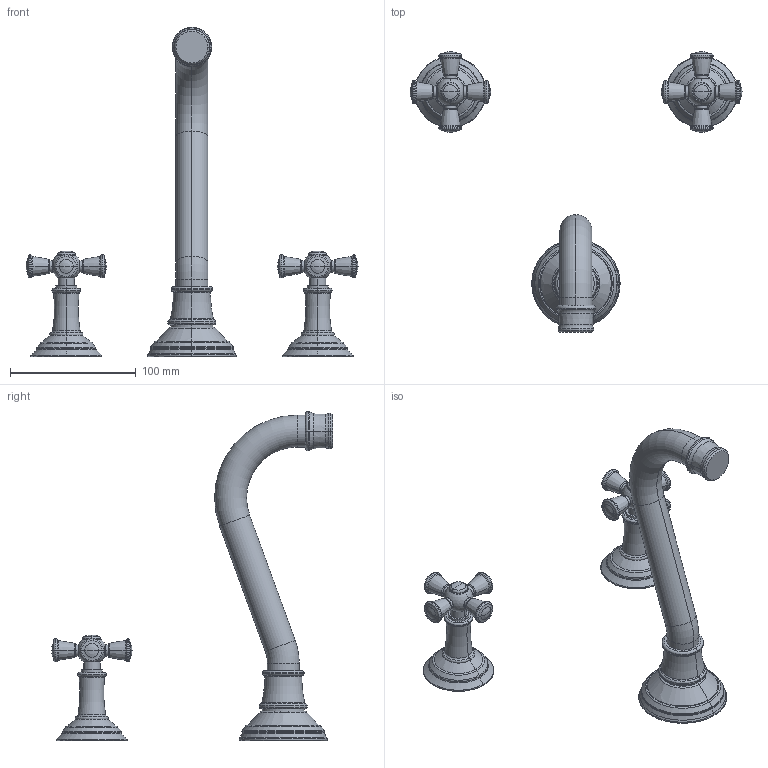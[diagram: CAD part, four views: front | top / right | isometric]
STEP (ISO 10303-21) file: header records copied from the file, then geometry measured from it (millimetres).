
FILE_DESCRIPTION((''),'2;1');
FILE_NAME('3-2465_SW0001','2020-12-01T16:21:51',('rsmith'),(''),'CREO PARAMETRIC BY PTC INC, 2018400','CREO PARAMETRIC BY PTC INC, 2018400','');
FILE_SCHEMA(('AUTOMOTIVE_DESIGN { 1 0 10303 214 1 1 1 1 }'));
Length unit declared in the file: inch
Products named in the file (1): 3-2465_SW0001
Bounding box: 264.24 x 223.73 x 262.19 mm (x, y, z)
Volume: 336960.4 mm3; surface area: 63956 mm2
Topology: 3 solids, 3 shells, 333 faces, 684 edges, 358 vertices
Faces by surface type: torus 198, cylinder 60, sphere 24, bspline 22, plane 21, cone 8
Entity records: 13731 total; most frequent: CARTESIAN_POINT 1951, DIRECTION 1882, ORIENTED_EDGE 1328, PRESENTATION_STYLE_ASSIGNMENT 1000, AXIS2_PLACEMENT_3D 907, STYLED_ITEM 667, CURVE_STYLE 664, EDGE_CURVE 664
